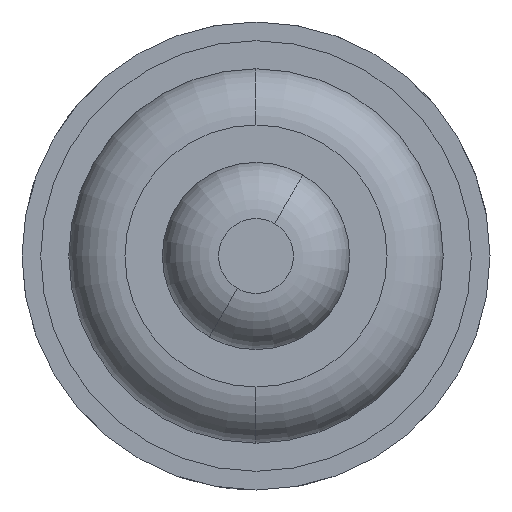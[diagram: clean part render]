
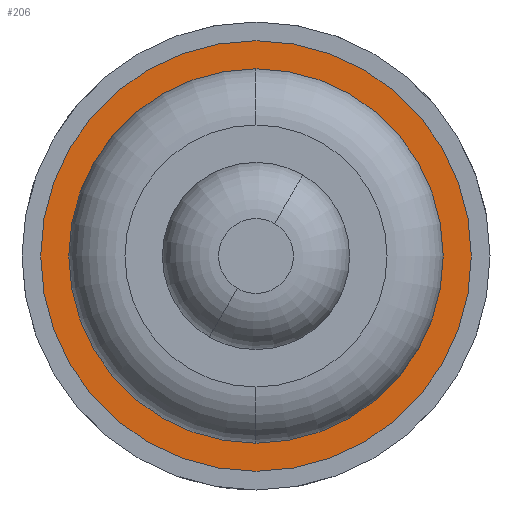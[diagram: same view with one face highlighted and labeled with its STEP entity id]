
A CAD part, front view. The second image highlights one B-rep face of the part: STEP entity #206.
In plain terms, the highlighted planar face has unit normal (0, -1, 0).
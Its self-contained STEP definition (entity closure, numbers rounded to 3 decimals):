
#102 = DIRECTION ( 'NONE',  ( 0., 0., 1. ) ) ;
#206 = ADVANCED_FACE ( 'Defeature ausgef�hrt1_4', ( #2635, #1926 ), #904, .T. ) ;
#236 = CARTESIAN_POINT ( 'NONE',  ( 0., -2., 1.15 ) ) ;
#457 = EDGE_LOOP ( 'NONE', ( #3111, #1694 ) ) ;
#556 = VERTEX_POINT ( 'NONE', #236 ) ;
#564 = DIRECTION ( 'NONE',  ( 0., -1., 0. ) ) ;
#693 = CARTESIAN_POINT ( 'NONE',  ( 0., -2., -1. ) ) ;
#904 = PLANE ( 'NONE',  #2152 ) ;
#996 = AXIS2_PLACEMENT_3D ( 'NONE', #1276, #1916, #102 ) ;
#998 = CIRCLE ( 'NONE', #996, 1.15 ) ;
#1142 = DIRECTION ( 'NONE',  ( 0., 0., 1. ) ) ;
#1221 = DIRECTION ( 'NONE',  ( 0., 0., -1. ) ) ;
#1276 = CARTESIAN_POINT ( 'NONE',  ( 0., -2., 0. ) ) ;
#1317 = CIRCLE ( 'NONE', #1903, 1. ) ;
#1352 = EDGE_LOOP ( 'NONE', ( #2978, #2319 ) ) ;
#1424 = DIRECTION ( 'NONE',  ( 0., 1., 0. ) ) ;
#1446 = DIRECTION ( 'NONE',  ( 0., 1., 0. ) ) ;
#1520 = CARTESIAN_POINT ( 'NONE',  ( -1.15, -2., 0. ) ) ;
#1624 = EDGE_CURVE ( 'Defeature ausgef�hrt1_5+Defeature ausgef�hrt1_4+Defeature ausgef�hrt1_4+Defeature ausgef�hrt1_4', #556, #1773, #3301, .T. ) ;
#1667 = EDGE_CURVE ( 'Defeature ausgef�hrt1_4+Defeature ausgef�hrt1_3+Defeature ausgef�hrt1_3+Defeature ausgef�hrt1_3', #2068, #2394, #1317, .T. ) ;
#1694 = ORIENTED_EDGE ( 'NONE', *, *, #3171, .F. ) ;
#1732 = CARTESIAN_POINT ( 'NONE',  ( 0., -2., 0. ) ) ;
#1773 = VERTEX_POINT ( 'NONE', #3020 ) ;
#1883 = CARTESIAN_POINT ( 'NONE',  ( 0., -2., 0. ) ) ;
#1903 = AXIS2_PLACEMENT_3D ( 'NONE', #1732, #1446, #1142 ) ;
#1916 = DIRECTION ( 'NONE',  ( 0., 1., 0. ) ) ;
#1926 = FACE_OUTER_BOUND ( 'NONE', #457, .T. ) ;
#1954 = CARTESIAN_POINT ( 'NONE',  ( 0., -2., 1. ) ) ;
#2029 = AXIS2_PLACEMENT_3D ( 'NONE', #2058, #1424, #3545 ) ;
#2058 = CARTESIAN_POINT ( 'NONE',  ( 0., -2., 0. ) ) ;
#2068 = VERTEX_POINT ( 'NONE', #693 ) ;
#2152 = AXIS2_PLACEMENT_3D ( 'NONE', #1520, #564, #1221 ) ;
#2319 = ORIENTED_EDGE ( 'NONE', *, *, #1667, .T. ) ;
#2357 = AXIS2_PLACEMENT_3D ( 'NONE', #1883, #3098, #2526 ) ;
#2394 = VERTEX_POINT ( 'NONE', #1954 ) ;
#2526 = DIRECTION ( 'NONE',  ( 0., 0., 1. ) ) ;
#2635 = FACE_BOUND ( 'NONE', #1352, .T. ) ;
#2978 = ORIENTED_EDGE ( 'NONE', *, *, #3593, .T. ) ;
#3020 = CARTESIAN_POINT ( 'NONE',  ( 0., -2., -1.15 ) ) ;
#3098 = DIRECTION ( 'NONE',  ( 0., 1., 0. ) ) ;
#3111 = ORIENTED_EDGE ( 'NONE', *, *, #1624, .F. ) ;
#3171 = EDGE_CURVE ( 'Defeature ausgef�hrt1_5+Defeature ausgef�hrt1_4+Defeature ausgef�hrt1_4+Defeature ausgef�hrt1_4', #1773, #556, #998, .T. ) ;
#3301 = CIRCLE ( 'NONE', #2029, 1.15 ) ;
#3318 = CIRCLE ( 'NONE', #2357, 1. ) ;
#3545 = DIRECTION ( 'NONE',  ( 0., 0., 1. ) ) ;
#3593 = EDGE_CURVE ( 'Defeature ausgef�hrt1_4+Defeature ausgef�hrt1_3+Defeature ausgef�hrt1_3+Defeature ausgef�hrt1_3', #2394, #2068, #3318, .T. ) ;
